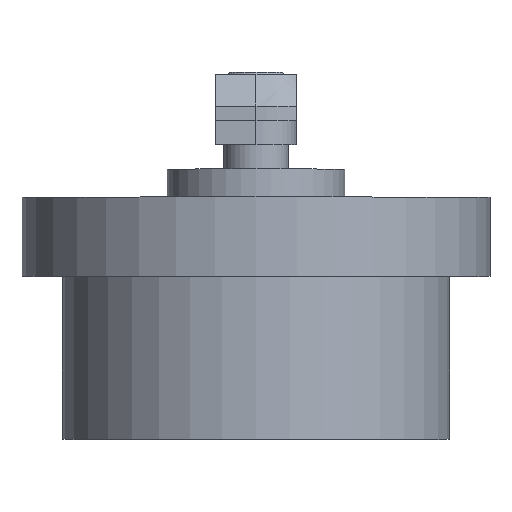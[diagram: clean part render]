
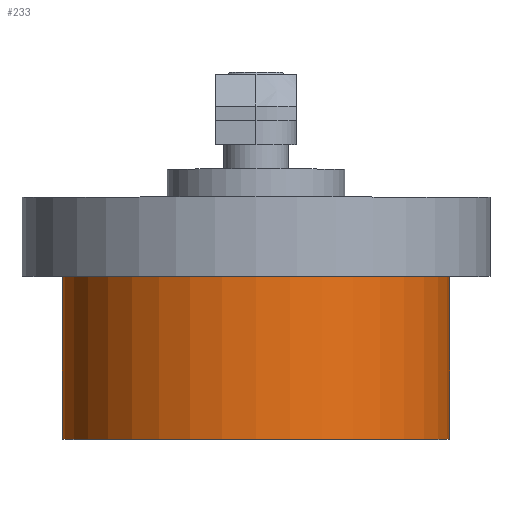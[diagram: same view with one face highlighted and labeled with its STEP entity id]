
A CAD part, top view. The second image highlights one B-rep face of the part: STEP entity #233.
In plain terms, the highlighted cylindrical face has radius 24 mm (diameter 48 mm), a full revolution.
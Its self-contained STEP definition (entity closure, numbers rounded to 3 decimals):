
#233=ADVANCED_FACE('',(#658,#659),#660,.T.);
#658=FACE_BOUND('',#1297,.T.);
#659=FACE_BOUND('',#1298,.T.);
#660=CYLINDRICAL_SURFACE('',#1299,24.0);
#1297=EDGE_LOOP('',(#1960,#1961));
#1298=EDGE_LOOP('',(#1962,#1963));
#1299=AXIS2_PLACEMENT_3D('',#1964,#1965,#1966);
#1960=ORIENTED_EDGE('',*,*,#3627,.T.);
#1961=ORIENTED_EDGE('',*,*,#3628,.T.);
#1962=ORIENTED_EDGE('',*,*,#3630,.F.);
#1963=ORIENTED_EDGE('',*,*,#3631,.F.);
#1964=CARTESIAN_POINT('',(0.,1.5,0.0));
#1965=DIRECTION('',(0.,1.0,0.0));
#1966=DIRECTION('',(-1.0,0.,0.0));
#3627=EDGE_CURVE('',#4288,#4289,#4290,.T.);
#3628=EDGE_CURVE('',#4289,#4288,#4291,.T.);
#3630=EDGE_CURVE('',#4293,#4294,#4295,.T.);
#3631=EDGE_CURVE('',#4294,#4293,#4296,.T.);
#4288=VERTEX_POINT('',#5231);
#4289=VERTEX_POINT('',#5232);
#4290=CIRCLE('',#5233,24.0);
#4291=CIRCLE('',#5234,24.0);
#4293=VERTEX_POINT('',#5236);
#4294=VERTEX_POINT('',#5237);
#4295=CIRCLE('',#5238,24.0);
#4296=CIRCLE('',#5239,24.0);
#5231=CARTESIAN_POINT('',(0.,-9.8,-24.0));
#5232=CARTESIAN_POINT('',(0.,-9.8,24.0));
#5233=AXIS2_PLACEMENT_3D('',#6632,#6633,#6634);
#5234=AXIS2_PLACEMENT_3D('',#6635,#6636,#6637);
#5236=CARTESIAN_POINT('',(-24.,-30.0,0.0));
#5237=CARTESIAN_POINT('',(24.,-30.0,0.0));
#5238=AXIS2_PLACEMENT_3D('',#6638,#6639,#6640);
#5239=AXIS2_PLACEMENT_3D('',#6641,#6642,#6643);
#6632=CARTESIAN_POINT('',(0.,-9.8,0.0));
#6633=DIRECTION('',(0.,-1.0,0.0));
#6634=DIRECTION('',(0.0,0.0,1.0));
#6635=CARTESIAN_POINT('',(0.,-9.8,0.0));
#6636=DIRECTION('',(0.,-1.0,0.0));
#6637=DIRECTION('',(0.0,0.0,1.0));
#6638=CARTESIAN_POINT('',(0.,-30.0,0.0));
#6639=DIRECTION('',(0.,-1.0,0.0));
#6640=DIRECTION('',(1.0,0.,0.0));
#6641=CARTESIAN_POINT('',(0.,-30.0,0.0));
#6642=DIRECTION('',(0.,-1.0,0.0));
#6643=DIRECTION('',(1.0,0.,0.0));
